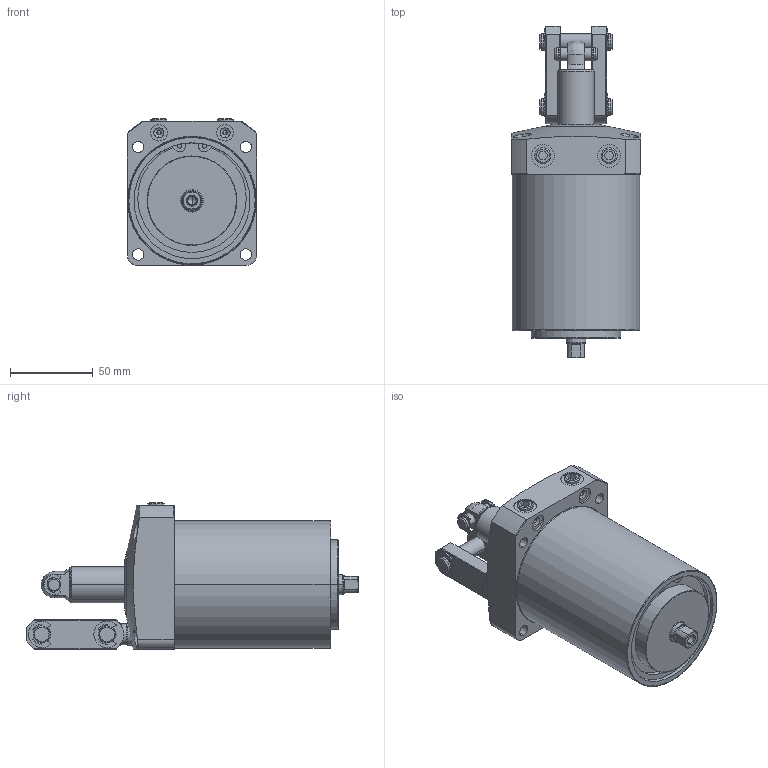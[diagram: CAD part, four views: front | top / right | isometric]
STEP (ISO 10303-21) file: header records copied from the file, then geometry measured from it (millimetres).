
FILE_DESCRIPTION (( 'STEP AP203' ), '1' );
FILE_NAME ('WCE4001-2GCD.STEP', '2019-09-24T06:09:14', ( '微软用户' ), ( '微软中国' ), 'SwSTEP 2.0', 'SolidWorks 2012', '' );
FILE_SCHEMA (( 'CONFIG_CONTROL_DESIGN' ));
Length unit declared in the file: millimetre
Products named in the file (10): WCE4001-2GCD; Rネジ1_8; ETW-8; ETW-6; WCA0630_嵋裡葨凰_4WC100032-00; 4L51541-00咂搘2; 4L51540-00咂搘1; WCE4001-D_咂衝椳紕_; WCE4000_菛巍催獉; WCE4001-D_槭暌溛
Assembly tree (16 placements, depth 2):
  WCE4001-2GCD
    WCE4001-D_槭暌溛
    WCE4000_菛巍催獉
    WCE4001-D_咂衝椳紕_
    4L51540-00咂搘1
    4L51541-00咂搘2  x2
    WCA0630_嵋裡葨凰_4WC100032-00  x2
    ETW-6  x2
    ETW-8  x4
    Rネジ1_8  x2
Bounding box: 78 x 200.5 x 88.5 mm (x, y, z)
Volume: 648754.2 mm3; surface area: 83906.7 mm2
Topology: 16 solids, 17 shells, 546 faces, 1368 edges, 886 vertices
Faces by surface type: cylinder 276, plane 163, cone 86, bspline 21
Entity records: 13436 total; most frequent: CARTESIAN_POINT 3348, DIRECTION 1974, ORIENTED_EDGE 1788, EDGE_CURVE 894, AXIS2_PLACEMENT_3D 799, VERTEX_POINT 576, CIRCLE 436, EDGE_LOOP 418
